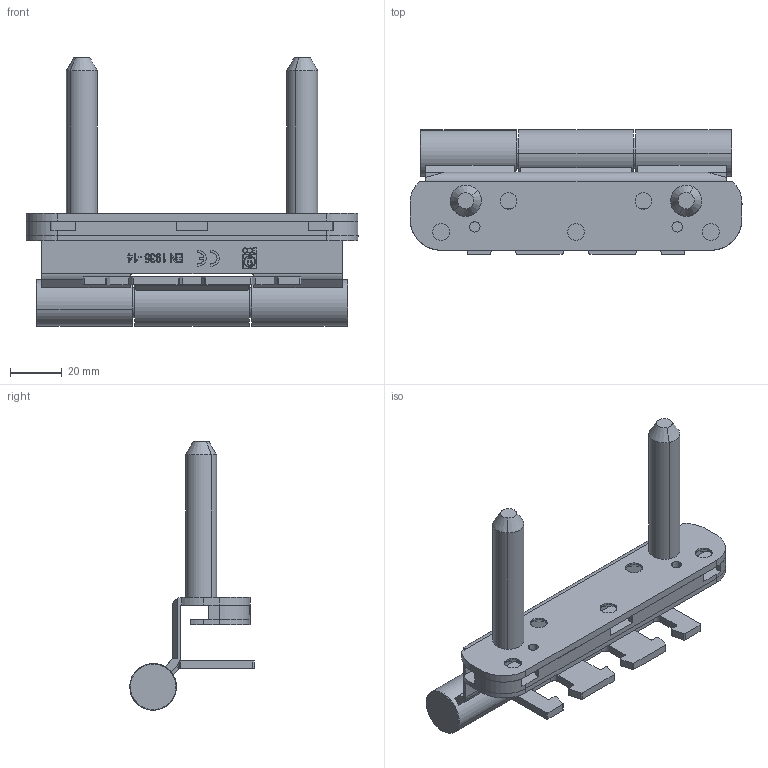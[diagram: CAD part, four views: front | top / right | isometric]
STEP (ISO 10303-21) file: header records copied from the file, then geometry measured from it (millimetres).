
FILE_DESCRIPTION (( 'STEP AP203' ), '1' );
FILE_NAME ('OBX-18-1532-120-LG-TZ_D042-29451.STEP', '2022-05-04T08:02:27', ( '' ), ( '' ), 'SwSTEP 2.0', 'SolidWorks 2020', '' );
FILE_SCHEMA (( 'CONFIG_CONTROL_DESIGN' ));
Length unit declared in the file: millimetre
Products named in the file (12): ISO 10642_M6x16 - A2-70; D044-24252; D046-26581; B01572; DIN5401-III; D043-29452; OBX-18-1532-120-LG-TZ_D042-29451; D043-24250; D043-26582; D046-14312; B02853; D044-14308
Assembly tree (17 placements, depth 2):
  OBX-18-1532-120-LG-TZ_D042-29451
    D043-29452
    D043-24250
    D044-14308  x2
    D044-24252
    B01572  x2
    D046-14312  x2
    DIN5401-III  x2
    D046-26581
    D043-26582
    B02853  x2
    ISO 10642_M6x16 - A2-70  x2
Bounding box: 128 x 48 x 103.5 mm (x, y, z)
Volume: 77694.5 mm3; surface area: 52581 mm2
Topology: 17 solids, 17 shells, 631 faces, 1589 edges, 1037 vertices
Faces by surface type: plane 323, cylinder 179, cone 58, bspline 55, sphere 12, torus 4
Entity records: 21102 total; most frequent: CARTESIAN_POINT 6175, ORIENTED_EDGE 2844, DIRECTION 2680, EDGE_CURVE 1422, LINE 934, VERTEX_POINT 934, VECTOR 934, AXIS2_PLACEMENT_3D 873
